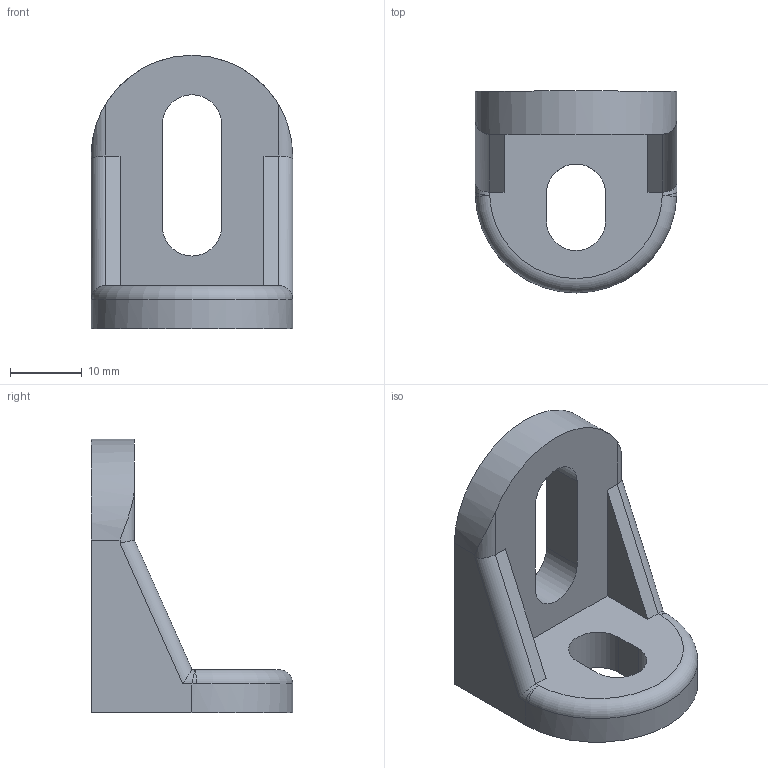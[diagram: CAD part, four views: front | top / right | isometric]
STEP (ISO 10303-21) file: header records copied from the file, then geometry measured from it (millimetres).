
FILE_DESCRIPTION (( 'STEP AP203' ), '1' );
FILE_NAME ('3_842_515_473_Bosch.step', '2024-06-04T12:39:28', ( '' ), ( '' ), 'SwSTEP 2.0', 'SolidWorks 2014', '' );
FILE_SCHEMA (( 'CONFIG_CONTROL_DESIGN' ));
Length unit declared in the file: millimetre
Products named in the file (1): 3_842_515_473_Bosch
Bounding box: 28 x 28 x 38 mm (x, y, z)
Volume: 8050.4 mm3; surface area: 4113.3 mm2
Topology: 1 solids, 1 shells, 29 faces, 73 edges, 46 vertices
Faces by surface type: plane 14, cylinder 12, bspline 2, torus 1
Entity records: 1387 total; most frequent: CARTESIAN_POINT 621, ORIENTED_EDGE 146, DIRECTION 134, EDGE_CURVE 73, VECTOR 48, LINE 48, VERTEX_POINT 46, AXIS2_PLACEMENT_3D 43
